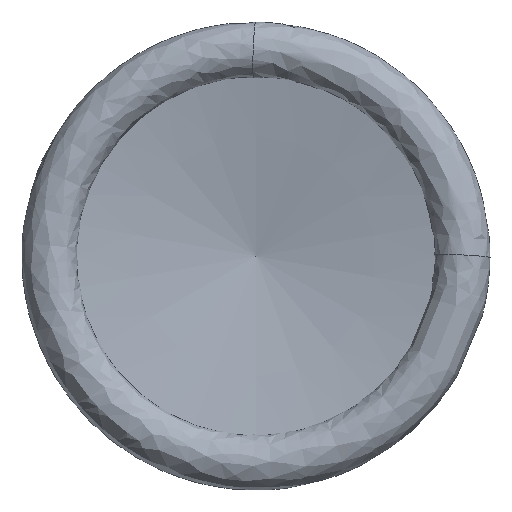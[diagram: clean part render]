
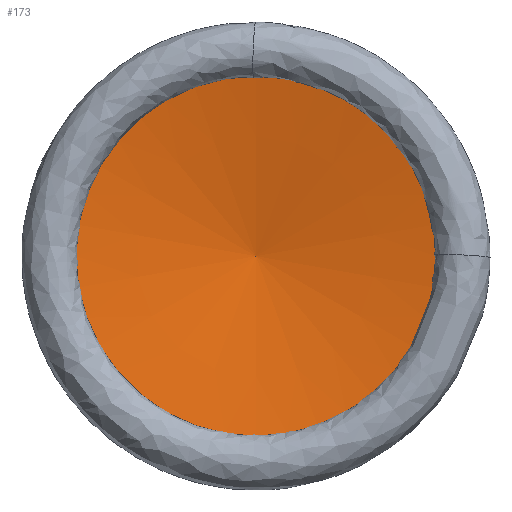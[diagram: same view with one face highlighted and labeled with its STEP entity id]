
A CAD part, left-side view. The second image highlights one B-rep face of the part: STEP entity #173.
In plain terms, the highlighted conical face has half-angle 80 degrees and reference radius 38.422 mm.
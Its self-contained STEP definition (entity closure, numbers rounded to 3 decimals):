
#46=VERTEX_LOOP('',#274);
#49=CONICAL_SURFACE('',#330,38.422,80.);
#173=ADVANCED_FACE('',(#202,#203),#49,.F.);
#202=FACE_BOUND('',#231,.T.);
#203=FACE_BOUND('',#46,.T.);
#231=EDGE_LOOP('',(#259));
#259=ORIENTED_EDGE('',*,*,#288,.T.);
#273=VERTEX_POINT('',#503);
#274=VERTEX_POINT('',#505);
#288=EDGE_CURVE('',#273,#273,#302,.T.);
#302=CIRCLE('',#328,38.422);
#328=AXIS2_PLACEMENT_3D('',#502,#381,#382);
#330=AXIS2_PLACEMENT_3D('',#506,#385,#386);
#381=DIRECTION('',(-1.,0.,0.));
#382=DIRECTION('',(0.,0.,1.));
#385=DIRECTION('',(-1.,0.,0.));
#386=DIRECTION('',(0.,0.,1.));
#502=CARTESIAN_POINT('',(5.117,0.,0.));
#503=CARTESIAN_POINT('',(5.117,0.,38.422));
#505=CARTESIAN_POINT('',(11.892,0.,0.));
#506=CARTESIAN_POINT('',(5.117,0.,0.));
